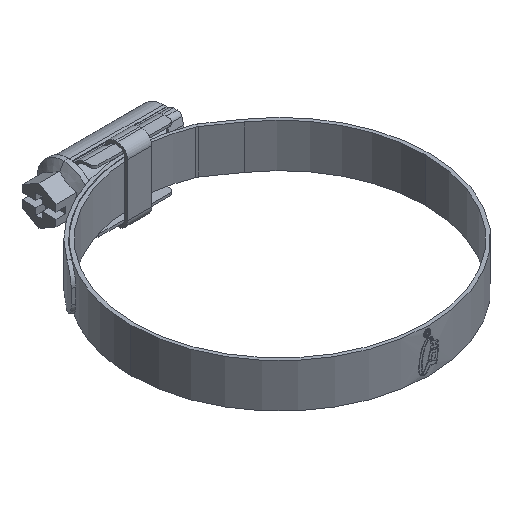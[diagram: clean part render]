
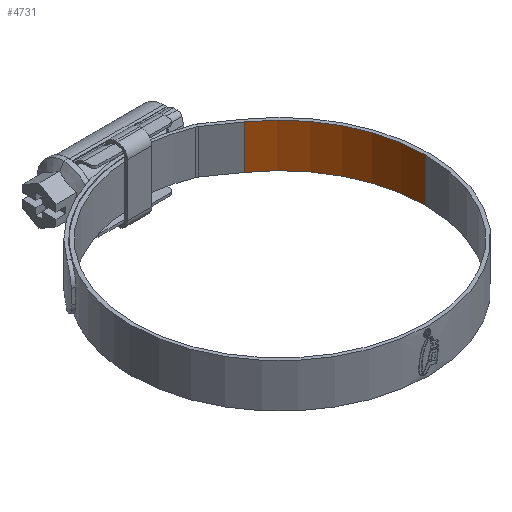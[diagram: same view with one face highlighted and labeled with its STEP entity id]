
A CAD part, isometric view. The second image highlights one B-rep face of the part: STEP entity #4731.
In plain terms, the highlighted cylindrical face has radius 30 mm (diameter 60 mm), a partial arc.
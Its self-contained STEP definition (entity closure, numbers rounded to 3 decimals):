
#82 = VERTEX_POINT ( 'NONE', #1742 ) ;
#311 = CARTESIAN_POINT ( 'NONE',  ( 17.207, 24.575, -4.5 ) ) ;
#652 = CARTESIAN_POINT ( 'NONE',  ( 0., 0., -4.5 ) ) ;
#974 = CYLINDRICAL_SURFACE ( 'NONE', #3288, 30. ) ;
#1074 = DIRECTION ( 'NONE',  ( -1., 0., 0. ) ) ;
#1255 = EDGE_CURVE ( 'NONE', #3838, #8138, #5390, .T. ) ;
#1519 = AXIS2_PLACEMENT_3D ( 'NONE', #6925, #1748, #8959 ) ;
#1675 = VERTEX_POINT ( 'NONE', #9044 ) ;
#1742 = CARTESIAN_POINT ( 'NONE',  ( 17.207, 24.575, 4.5 ) ) ;
#1748 = DIRECTION ( 'NONE',  ( 0., 0., 1. ) ) ;
#1915 = AXIS2_PLACEMENT_3D ( 'NONE', #652, #5592, #7926 ) ;
#2130 = DIRECTION ( 'NONE',  ( 0., 0., -1. ) ) ;
#2266 = CARTESIAN_POINT ( 'NONE',  ( 17.207, 24.575, 4.5 ) ) ;
#2707 = ORIENTED_EDGE ( 'NONE', *, *, #8627, .T. ) ;
#3170 = CIRCLE ( 'NONE', #1519, 30. ) ;
#3288 = AXIS2_PLACEMENT_3D ( 'NONE', #3858, #4006, #1074 ) ;
#3838 = VERTEX_POINT ( 'NONE', #6901 ) ;
#3858 = CARTESIAN_POINT ( 'NONE',  ( 0., 0., 4.5 ) ) ;
#4006 = DIRECTION ( 'NONE',  ( 0., 0., -1. ) ) ;
#4621 = FACE_OUTER_BOUND ( 'NONE', #6297, .T. ) ;
#4731 = ADVANCED_FACE ( 'NONE', ( #4621 ), #974, .F. ) ;
#5325 = DIRECTION ( 'NONE',  ( 0., 0., -1. ) ) ;
#5390 = CIRCLE ( 'NONE', #1915, 30. ) ;
#5592 = DIRECTION ( 'NONE',  ( 0., 0., 1. ) ) ;
#5917 = LINE ( 'NONE', #2266, #7771 ) ;
#6089 = LINE ( 'NONE', #6863, #7609 ) ;
#6297 = EDGE_LOOP ( 'NONE', ( #7644, #8118, #2707, #7517 ) ) ;
#6479 = EDGE_CURVE ( 'NONE', #1675, #82, #3170, .T. ) ;
#6863 = CARTESIAN_POINT ( 'NONE',  ( 30., 0., 4.5 ) ) ;
#6901 = CARTESIAN_POINT ( 'NONE',  ( 30., 0., -4.5 ) ) ;
#6925 = CARTESIAN_POINT ( 'NONE',  ( 0., 0., 4.5 ) ) ;
#7517 = ORIENTED_EDGE ( 'NONE', *, *, #1255, .F. ) ;
#7609 = VECTOR ( 'NONE', #5325, 1000. ) ;
#7644 = ORIENTED_EDGE ( 'NONE', *, *, #8166, .F. ) ;
#7771 = VECTOR ( 'NONE', #2130, 1000. ) ;
#7926 = DIRECTION ( 'NONE',  ( 1., 0., 0. ) ) ;
#8118 = ORIENTED_EDGE ( 'NONE', *, *, #6479, .T. ) ;
#8138 = VERTEX_POINT ( 'NONE', #311 ) ;
#8166 = EDGE_CURVE ( 'NONE', #1675, #3838, #6089, .T. ) ;
#8627 = EDGE_CURVE ( 'NONE', #82, #8138, #5917, .T. ) ;
#8959 = DIRECTION ( 'NONE',  ( 1., 0., 0. ) ) ;
#9044 = CARTESIAN_POINT ( 'NONE',  ( 30., 0., 4.5 ) ) ;
